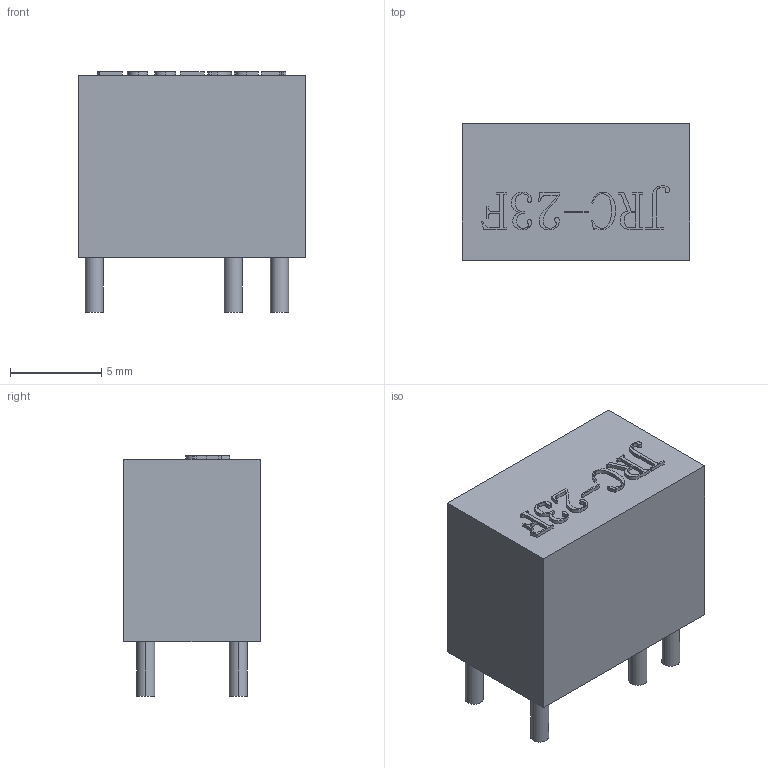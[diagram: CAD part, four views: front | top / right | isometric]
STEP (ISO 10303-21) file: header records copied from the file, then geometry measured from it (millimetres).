
FILE_DESCRIPTION (( 'STEP AP214' ), '1' );
FILE_NAME ('JRC-23F-005.STEP', '2011-08-14T14:32:47', ( '微软用户' ), ( '微软中国' ), 'SwSTEP 2.0', 'SolidWorks 2011', '' );
FILE_SCHEMA (( 'AUTOMOTIVE_DESIGN' ));
Length unit declared in the file: millimetre
Products named in the file (1): JRC-23F-005
Bounding box: 12.5 x 7.5 x 13.2 mm (x, y, z)
Volume: 952.5 mm3; surface area: 656.2 mm2
Topology: 1 solids, 1 shells, 156 faces, 420 edges, 280 vertices
Faces by surface type: plane 80, bspline 64, cylinder 12
Entity records: 7943 total; most frequent: CARTESIAN_POINT 4329, ORIENTED_EDGE 840, DIRECTION 502, EDGE_CURVE 420, VERTEX_POINT 280, VECTOR 268, LINE 268, EDGE_LOOP 170
